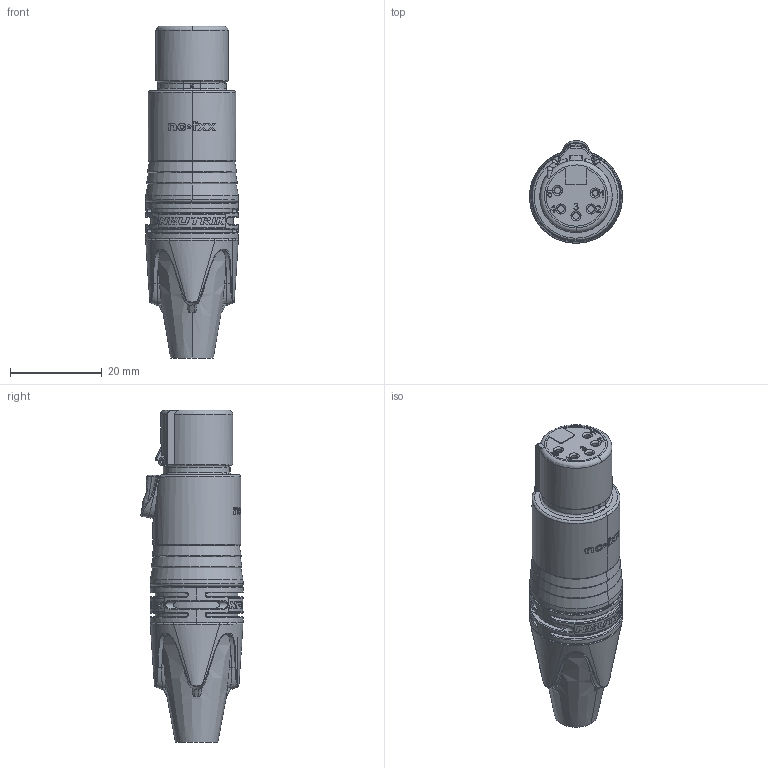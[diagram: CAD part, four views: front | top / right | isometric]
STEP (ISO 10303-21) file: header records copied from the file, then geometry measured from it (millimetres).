
FILE_DESCRIPTION((''),'2;1');
FILE_NAME('30010366','2023-03-16T11:16:51',('SYSTEM'),(''),'CREO PARAMETRIC BY PTC INC, 2021184','CREO PARAMETRIC BY PTC INC, 2021184','');
FILE_SCHEMA(('CONFIG_CONTROL_DESIGN'));
Products named in the file (1): 30010366
Bounding box: 20.33 x 22.36 x 72.5 mm (x, y, z)
Volume: 17043.9 mm3; surface area: 5176.8 mm2
Topology: 1 solids, 1 shells, 1010 faces, 2650 edges, 1697 vertices
Faces by surface type: plane 475, bspline 189, cylinder 142, extrusion 112, torus 50, cone 33, sphere 7, revolution 2
Entity records: 46914 total; most frequent: CARTESIAN_POINT 24129, ORIENTED_EDGE 5298, DIRECTION 3758, EDGE_CURVE 2649, VERTEX_POINT 1697, VECTOR 1306, AXIS2_PLACEMENT_3D 1225, LINE 1194
